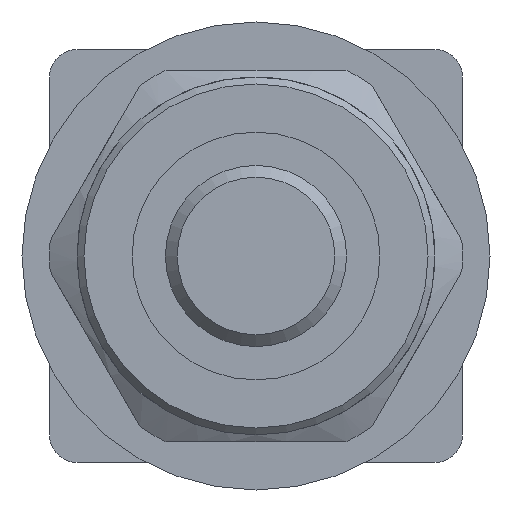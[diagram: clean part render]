
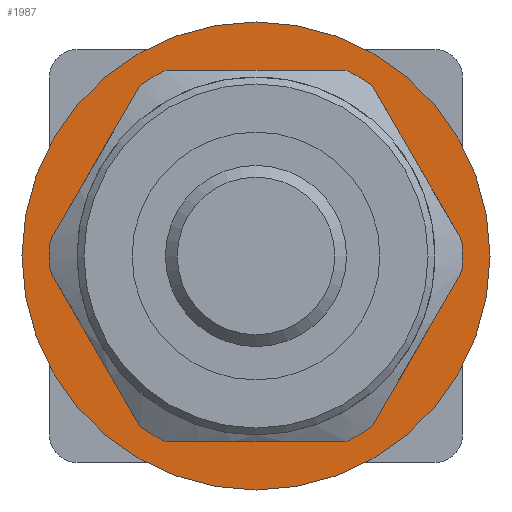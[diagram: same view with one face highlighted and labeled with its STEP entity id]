
A CAD part, front view. The second image highlights one B-rep face of the part: STEP entity #1987.
In plain terms, the highlighted planar face has unit normal (0, -1, 0).
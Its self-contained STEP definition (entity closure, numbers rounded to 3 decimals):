
#98=CIRCLE('',#2150,17.);
#99=CIRCLE('',#2152,13.166);
#389=ORIENTED_EDGE('',*,*,#864,.F.);
#390=ORIENTED_EDGE('',*,*,#863,.T.);
#863=EDGE_CURVE('',#1087,#1087,#98,.T.);
#864=EDGE_CURVE('',#1088,#1088,#99,.T.);
#1087=VERTEX_POINT('',#3298);
#1088=VERTEX_POINT('',#3301);
#1610=EDGE_LOOP('',(#389));
#1611=EDGE_LOOP('',(#390));
#1765=FACE_BOUND('',#1610,.T.);
#1766=FACE_BOUND('',#1611,.T.);
#1891=PLANE('',#2151);
#1987=ADVANCED_FACE('',(#1765,#1766),#1891,.F.);
#2150=AXIS2_PLACEMENT_3D('',#3297,#2551,#2552);
#2151=AXIS2_PLACEMENT_3D('',#3299,#2553,#2554);
#2152=AXIS2_PLACEMENT_3D('',#3300,#2555,#2556);
#2551=DIRECTION('',(0.,-1.,0.));
#2552=DIRECTION('',(0.,0.,-1.));
#2553=DIRECTION('',(0.,1.,0.));
#2554=DIRECTION('',(0.,0.,1.));
#2555=DIRECTION('',(0.,-1.,0.));
#2556=DIRECTION('',(0.,0.,-1.));
#3297=CARTESIAN_POINT('',(0.,30.,0.));
#3298=CARTESIAN_POINT('',(0.,30.,-17.));
#3299=CARTESIAN_POINT('',(17.,30.,0.));
#3300=CARTESIAN_POINT('',(0.,30.,0.));
#3301=CARTESIAN_POINT('',(0.,30.,-13.166));
